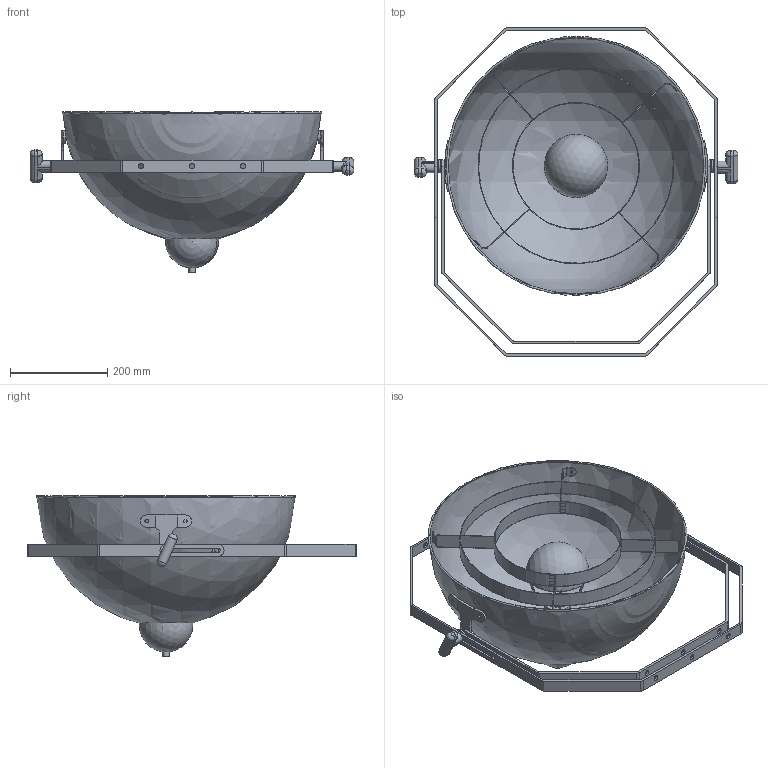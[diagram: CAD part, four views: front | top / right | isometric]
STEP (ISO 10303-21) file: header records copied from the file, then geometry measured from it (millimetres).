
FILE_DESCRIPTION(/* description */ ('Alibre Inc.'),/* implementation_level */ '2;1');
FILE_NAME(/* name */ 'export-E4FE3CB2-20A0-4D09-A1A0-8B8DFBBBA457',/* time_stamp */ '2020-09-02T15:16:41+02:00',/* author */ (''),/* organization */ (''),/* preprocessor_version */ 'ST-DEVELOPER v17',/* originating_system */ 'Alibre',/* authorisation */ '');
FILE_SCHEMA (('AUTOMOTIVE_DESIGN'));
Length unit declared in the file: millimetre
Bounding box: 665.31 x 674.46 x 332.51 mm (x, y, z)
Volume: 1356088.4 mm3; surface area: 1383833.4 mm2
Topology: 23 solids, 23 shells, 671 faces, 1818 edges, 1177 vertices
Faces by surface type: plane 323, cylinder 282, bspline 52, torus 9, sphere 5
Full cylindrical faces by diameter (mm): 5.2 x4, 8 x8, 8.5 x6, 9 x2, 11 x9, 12.711 x1, 25 x8, 38 x1, 58 x1, 259 x1, 261 x1, 400 x1, 402 x1
Entity records: 12423 total; most frequent: CARTESIAN_POINT 2783, ORIENTED_EDGE 1936, DIRECTION 1789, EDGE_CURVE 968, AXIS2_PLACEMENT_3D 679, VERTEX_POINT 646, VECTOR 618, LINE 618
